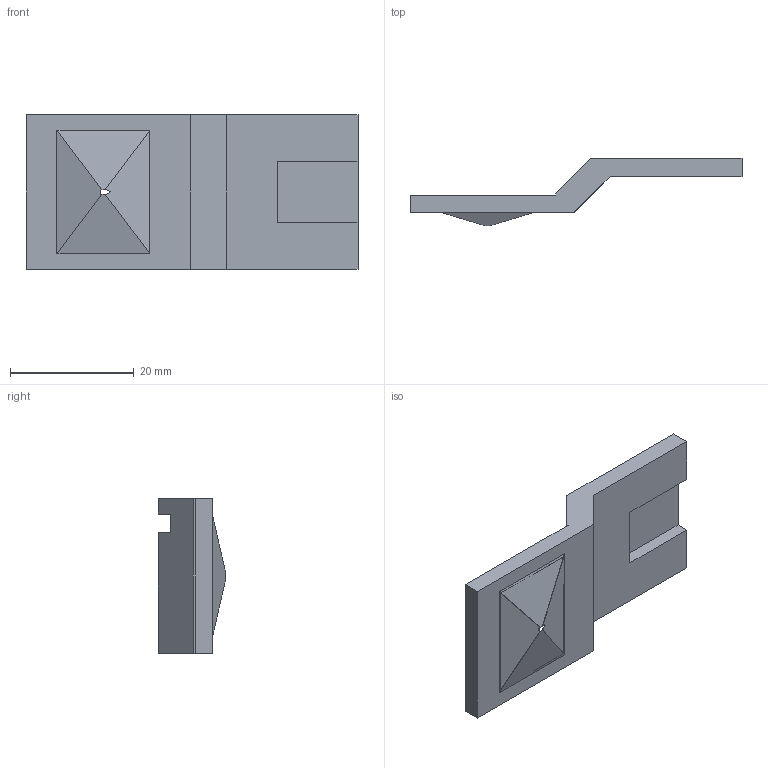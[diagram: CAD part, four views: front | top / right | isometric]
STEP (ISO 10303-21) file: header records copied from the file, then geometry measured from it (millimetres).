
FILE_DESCRIPTION(/* description */ (''),/* implementation_level */ '2;1');
FILE_NAME(/* name */ 'mc_coneholder_malefwd_cnc.stp',/* time_stamp */ '2021-12-06T15:14:39-05:00',/* author */ ('wilson'),/* organization */ (''),/* preprocessor_version */ 'ST-DEVELOPER v18.1',/* originating_system */ 'Autodesk Inventor 2021',/* authorisation */ '');
FILE_SCHEMA (('AUTOMOTIVE_DESIGN { 1 0 10303 214 3 1 1 }'));
Length unit declared in the file: millimetre
Products named in the file (1): mc_coneholder_malefwd_cnc
Bounding box: 53.59 x 10.92 x 25 mm (x, y, z)
Volume: 2699.6 mm3; surface area: 3677.9 mm2
Topology: 1 solids, 1 shells, 96 faces, 261 edges, 172 vertices
Faces by surface type: plane 63, bspline 26, cylinder 7
Entity records: 3452 total; most frequent: CARTESIAN_POINT 1168, ORIENTED_EDGE 522, DIRECTION 354, EDGE_CURVE 261, LINE 188, VECTOR 188, VERTEX_POINT 172, EDGE_LOOP 103
